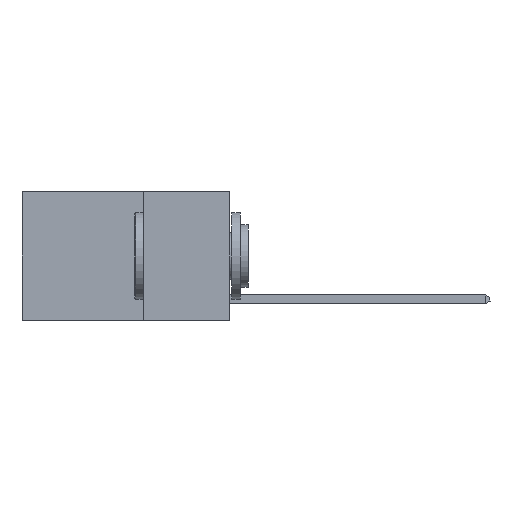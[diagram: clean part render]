
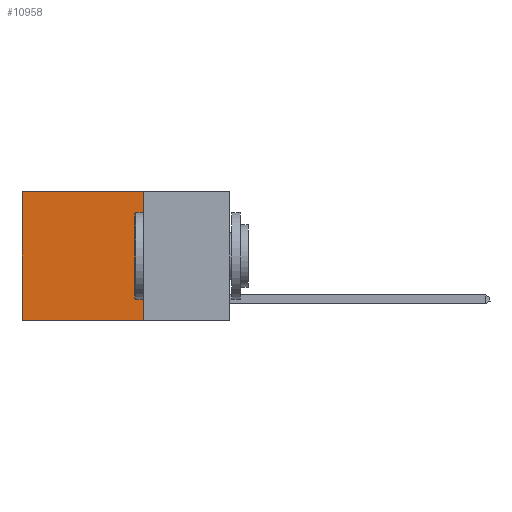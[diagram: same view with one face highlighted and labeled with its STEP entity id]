
A CAD part, left-side view. The second image highlights one B-rep face of the part: STEP entity #10958.
In plain terms, the highlighted planar face has unit normal (-1, 0, 0).
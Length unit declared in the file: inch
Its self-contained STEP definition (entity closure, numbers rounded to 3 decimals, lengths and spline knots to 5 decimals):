
#836 = EDGE_CURVE ( 'NONE', #3173, #8962, #11158, .T. ) ;
#848 = ORIENTED_EDGE ( 'NONE', *, *, #2667, .T. ) ;
#918 = ORIENTED_EDGE ( 'NONE', *, *, #6678, .F. ) ;
#1172 = CARTESIAN_POINT ( 'NONE',  ( 0.2625, 0.25, 0. ) ) ;
#1571 = DIRECTION ( 'NONE',  ( 0., 0., -1. ) ) ;
#2139 = CARTESIAN_POINT ( 'NONE',  ( 0.2625, 0.25, 0. ) ) ;
#2255 = DIRECTION ( 'NONE',  ( 0., 1., 0. ) ) ;
#2399 = VECTOR ( 'NONE', #2255, 39.37008 ) ;
#2667 = EDGE_CURVE ( 'NONE', #3173, #8560, #13477, .T. ) ;
#3173 = VERTEX_POINT ( 'NONE', #15185 ) ;
#3640 = VECTOR ( 'NONE', #12086, 39.37008 ) ;
#4036 = LINE ( 'NONE', #12024, #3640 ) ;
#4174 = CARTESIAN_POINT ( 'NONE',  ( 0.2625, 0.6, 0. ) ) ;
#4504 = EDGE_CURVE ( 'NONE', #8560, #10276, #10114, .T. ) ;
#4598 = PLANE ( 'NONE',  #13226 ) ;
#6334 = CARTESIAN_POINT ( 'NONE',  ( 0.2625, 0.6, 0. ) ) ;
#6678 = EDGE_CURVE ( 'NONE', #8962, #10276, #4036, .T. ) ;
#8560 = VERTEX_POINT ( 'NONE', #4174 ) ;
#8646 = DIRECTION ( 'NONE',  ( 1., 0., 0. ) ) ;
#8962 = VERTEX_POINT ( 'NONE', #9469 ) ;
#9058 = DIRECTION ( 'NONE',  ( 0., 0., -1. ) ) ;
#9469 = CARTESIAN_POINT ( 'NONE',  ( 0.2625, 0.25, -0.37 ) ) ;
#9495 = ORIENTED_EDGE ( 'NONE', *, *, #836, .F. ) ;
#10114 = LINE ( 'NONE', #6334, #15838 ) ;
#10276 = VERTEX_POINT ( 'NONE', #10694 ) ;
#10694 = CARTESIAN_POINT ( 'NONE',  ( 0.2625, 0.6, -0.37 ) ) ;
#10958 = ADVANCED_FACE ( 'NONE', ( #12023 ), #4598, .F. ) ;
#11158 = LINE ( 'NONE', #11778, #14803 ) ;
#11778 = CARTESIAN_POINT ( 'NONE',  ( 0.2625, 0.25, 0. ) ) ;
#12023 = FACE_OUTER_BOUND ( 'NONE', #13281, .T. ) ;
#12024 = CARTESIAN_POINT ( 'NONE',  ( 0.2625, 0.25, -0.37 ) ) ;
#12086 = DIRECTION ( 'NONE',  ( 0., 1., 0. ) ) ;
#13226 = AXIS2_PLACEMENT_3D ( 'NONE', #2139, #8646, #13853 ) ;
#13281 = EDGE_LOOP ( 'NONE', ( #16743, #918, #9495, #848 ) ) ;
#13477 = LINE ( 'NONE', #1172, #2399 ) ;
#13853 = DIRECTION ( 'NONE',  ( 0., 0., -1. ) ) ;
#14803 = VECTOR ( 'NONE', #1571, 39.37008 ) ;
#15185 = CARTESIAN_POINT ( 'NONE',  ( 0.2625, 0.25, 0. ) ) ;
#15838 = VECTOR ( 'NONE', #9058, 39.37008 ) ;
#16743 = ORIENTED_EDGE ( 'NONE', *, *, #4504, .T. ) ;
